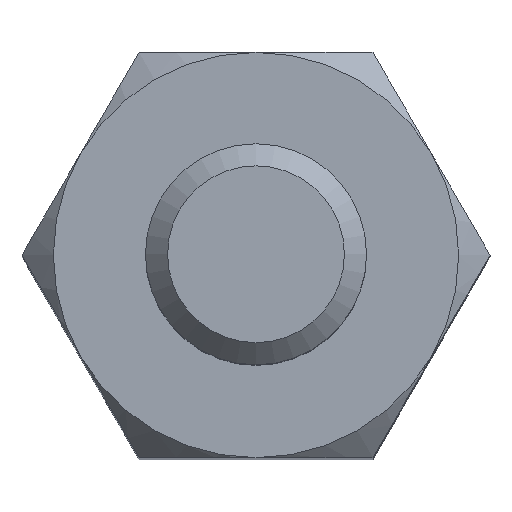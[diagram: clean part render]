
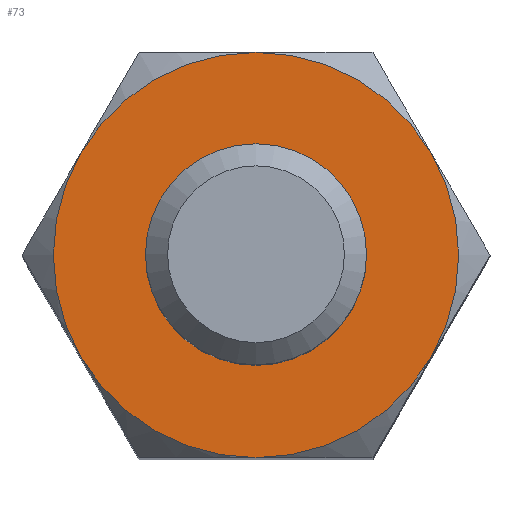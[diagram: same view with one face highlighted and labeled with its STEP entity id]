
A CAD part, top view. The second image highlights one B-rep face of the part: STEP entity #73.
In plain terms, the highlighted planar face has unit normal (0, 0, 1).
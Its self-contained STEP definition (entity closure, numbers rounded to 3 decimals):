
#73 = ADVANCED_FACE( '', ( #165, #166 ), #167, .F. );
#165 = FACE_BOUND( '', #277, .T. );
#166 = FACE_OUTER_BOUND( '', #278, .T. );
#167 = PLANE( '', #279 );
#277 = EDGE_LOOP( '', ( #414 ) );
#278 = EDGE_LOOP( '', ( #415, #416, #417, #418, #419, #420 ) );
#279 = AXIS2_PLACEMENT_3D( '', #421, #422, #423 );
#414 = ORIENTED_EDGE( '', *, *, #614, .T. );
#415 = ORIENTED_EDGE( '', *, *, #585, .T. );
#416 = ORIENTED_EDGE( '', *, *, #615, .T. );
#417 = ORIENTED_EDGE( '', *, *, #616, .T. );
#418 = ORIENTED_EDGE( '', *, *, #617, .T. );
#419 = ORIENTED_EDGE( '', *, *, #611, .T. );
#420 = ORIENTED_EDGE( '', *, *, #618, .T. );
#421 = CARTESIAN_POINT( '', ( 0., 0., 0. ) );
#422 = DIRECTION( '', ( 0., 0., -1. ) );
#423 = DIRECTION( '', ( -1., 0., 0. ) );
#585 = EDGE_CURVE( '', #668, #671, #673, .F. );
#611 = EDGE_CURVE( '', #715, #704, #716, .F. );
#614 = EDGE_CURVE( '', #719, #719, #720, .T. );
#615 = EDGE_CURVE( '', #671, #721, #722, .F. );
#616 = EDGE_CURVE( '', #721, #723, #724, .F. );
#617 = EDGE_CURVE( '', #723, #715, #725, .F. );
#618 = EDGE_CURVE( '', #704, #668, #726, .T. );
#668 = VERTEX_POINT( '', #787 );
#671 = VERTEX_POINT( '', #795 );
#673 = CIRCLE( '', #804, 2.75 );
#704 = VERTEX_POINT( '', #856 );
#715 = VERTEX_POINT( '', #893 );
#716 = CIRCLE( '', #894, 2.75 );
#719 = VERTEX_POINT( '', #902 );
#720 = CIRCLE( '', #903, 1.3 );
#721 = VERTEX_POINT( '', #904 );
#722 = CIRCLE( '', #905, 2.75 );
#723 = VERTEX_POINT( '', #906 );
#724 = CIRCLE( '', #907, 2.75 );
#725 = CIRCLE( '', #908, 2.75 );
#726 = CIRCLE( '', #909, 2.75 );
#787 = CARTESIAN_POINT( '', ( -2.382, 1.375, 0. ) );
#795 = CARTESIAN_POINT( '', ( -2.382, -1.375, 0. ) );
#804 = AXIS2_PLACEMENT_3D( '', #1063, #1064, #1065 );
#856 = CARTESIAN_POINT( '', ( 0., 2.75, 0. ) );
#893 = CARTESIAN_POINT( '', ( 2.382, 1.375, 0. ) );
#894 = AXIS2_PLACEMENT_3D( '', #1092, #1093, #1094 );
#902 = CARTESIAN_POINT( '', ( -1.3, 0., 0. ) );
#903 = AXIS2_PLACEMENT_3D( '', #1095, #1096, #1097 );
#904 = CARTESIAN_POINT( '', ( 0., -2.75, 0. ) );
#905 = AXIS2_PLACEMENT_3D( '', #1098, #1099, #1100 );
#906 = CARTESIAN_POINT( '', ( 2.382, -1.375, 0. ) );
#907 = AXIS2_PLACEMENT_3D( '', #1101, #1102, #1103 );
#908 = AXIS2_PLACEMENT_3D( '', #1104, #1105, #1106 );
#909 = AXIS2_PLACEMENT_3D( '', #1107, #1108, #1109 );
#1063 = CARTESIAN_POINT( '', ( 0., 0., 0. ) );
#1064 = DIRECTION( '', ( 0., 0., -1. ) );
#1065 = DIRECTION( '', ( -1., 0., 0. ) );
#1092 = CARTESIAN_POINT( '', ( 0., 0., 0. ) );
#1093 = DIRECTION( '', ( 0., 0., -1. ) );
#1094 = DIRECTION( '', ( -1., 0., 0. ) );
#1095 = CARTESIAN_POINT( '', ( 0., 0., 0. ) );
#1096 = DIRECTION( '', ( 0., 0., -1. ) );
#1097 = DIRECTION( '', ( -1., 0., 0. ) );
#1098 = CARTESIAN_POINT( '', ( 0., 0., 0. ) );
#1099 = DIRECTION( '', ( 0., 0., -1. ) );
#1100 = DIRECTION( '', ( -1., 0., 0. ) );
#1101 = CARTESIAN_POINT( '', ( 0., 0., 0. ) );
#1102 = DIRECTION( '', ( 0., 0., -1. ) );
#1103 = DIRECTION( '', ( -1., 0., 0. ) );
#1104 = CARTESIAN_POINT( '', ( 0., 0., 0. ) );
#1105 = DIRECTION( '', ( 0., 0., -1. ) );
#1106 = DIRECTION( '', ( -1., 0., 0. ) );
#1107 = CARTESIAN_POINT( '', ( 0., 0., 0. ) );
#1108 = DIRECTION( '', ( 0., 0., 1. ) );
#1109 = DIRECTION( '', ( 1., 0., 0. ) );
